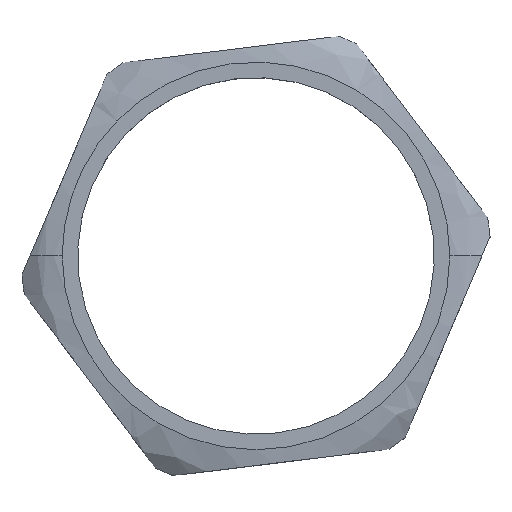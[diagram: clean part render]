
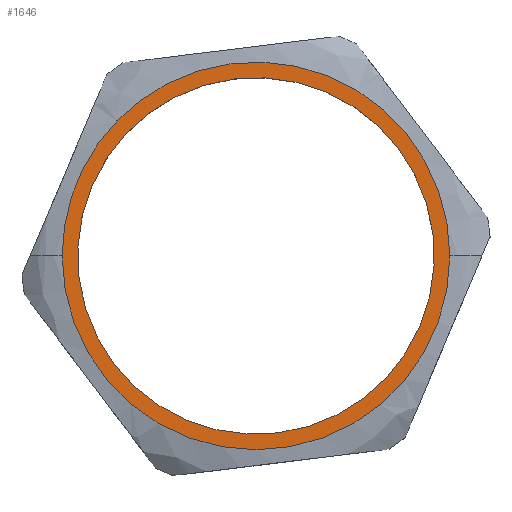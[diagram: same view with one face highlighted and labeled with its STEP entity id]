
A CAD part, top view. The second image highlights one B-rep face of the part: STEP entity #1646.
In plain terms, the highlighted planar face has unit normal (0, 0, 1).
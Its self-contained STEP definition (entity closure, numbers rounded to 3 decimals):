
#70=CARTESIAN_POINT('',(-4.79,-3.614,14.2));
#71=VERTEX_POINT('',#70);
#80=CARTESIAN_POINT('',(4.79,3.614,14.2));
#81=VERTEX_POINT('',#80);
#82=CARTESIAN_POINT('',(0.,0.,14.2));
#83=DIRECTION('',(0.,0.,-1.0));
#84=DIRECTION('',(-0.798,-0.602,0.));
#85=AXIS2_PLACEMENT_3D('',#82,#83,#84);
#86=CIRCLE('',#85,6.0);
#87=EDGE_CURVE('',#81,#71,#86,.T.);
#142=CARTESIAN_POINT('',(6.522,0.,14.2));
#143=VERTEX_POINT('',#142);
#153=CARTESIAN_POINT('',(-6.522,0.,14.2));
#154=VERTEX_POINT('',#153);
#155=CARTESIAN_POINT('',(0.,0.,14.2));
#156=DIRECTION('',(0.,0.,1.0));
#157=DIRECTION('',(0.798,0.602,0.));
#158=AXIS2_PLACEMENT_3D('',#155,#156,#157);
#159=CIRCLE('',#158,6.522);
#160=EDGE_CURVE('',#154,#143,#159,.T.);
#1362=CARTESIAN_POINT('',(-3.928,5.206,14.2));
#1363=VERTEX_POINT('',#1362);
#1364=CARTESIAN_POINT('',(0.,0.,14.2));
#1365=DIRECTION('',(0.,0.,1.0));
#1366=DIRECTION('',(0.798,0.602,0.));
#1367=AXIS2_PLACEMENT_3D('',#1364,#1365,#1366);
#1368=CIRCLE('',#1367,6.522);
#1369=EDGE_CURVE('',#1363,#154,#1368,.T.);
#1371=CARTESIAN_POINT('',(0.,0.,14.2));
#1372=DIRECTION('',(0.,0.,1.0));
#1373=DIRECTION('',(0.798,0.602,0.));
#1374=AXIS2_PLACEMENT_3D('',#1371,#1372,#1373);
#1375=CIRCLE('',#1374,6.522);
#1376=EDGE_CURVE('',#143,#1363,#1375,.T.);
#1395=CARTESIAN_POINT('',(0.,0.,14.2));
#1396=DIRECTION('',(0.,0.,-1.0));
#1397=DIRECTION('',(-0.798,-0.602,0.));
#1398=AXIS2_PLACEMENT_3D('',#1395,#1396,#1397);
#1399=CIRCLE('',#1398,6.0);
#1400=EDGE_CURVE('',#71,#81,#1399,.T.);
#1632=CARTESIAN_POINT('',(-10.047,1.406,14.2));
#1633=DIRECTION('',(0.0,0.0,-1.0));
#1634=DIRECTION('',(1.0,0.0,0.0));
#1635=AXIS2_PLACEMENT_3D('',#1632,#1633,#1634);
#1636=PLANE('',#1635);
#1637=ORIENTED_EDGE('',*,*,#1369,.T.);
#1638=ORIENTED_EDGE('',*,*,#160,.T.);
#1639=ORIENTED_EDGE('',*,*,#1376,.T.);
#1640=EDGE_LOOP('',(#1637,#1638,#1639));
#1641=FACE_OUTER_BOUND('',#1640,.T.);
#1642=ORIENTED_EDGE('',*,*,#87,.T.);
#1643=ORIENTED_EDGE('',*,*,#1400,.T.);
#1644=EDGE_LOOP('',(#1642,#1643));
#1645=FACE_BOUND('',#1644,.T.);
#1646=ADVANCED_FACE('',(#1641,#1645),#1636,.F.);
